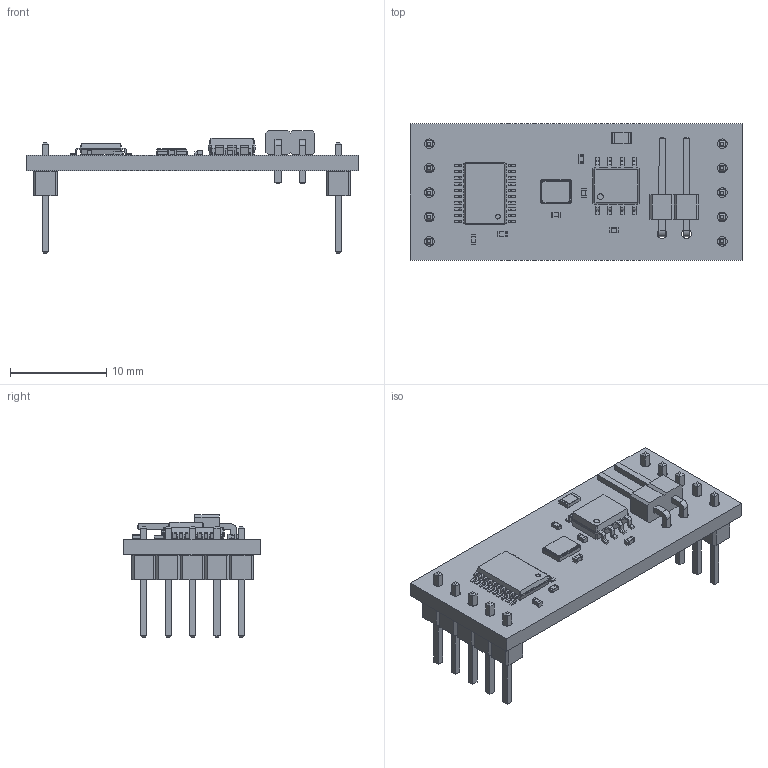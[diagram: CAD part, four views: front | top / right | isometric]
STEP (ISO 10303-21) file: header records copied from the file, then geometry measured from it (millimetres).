
FILE_DESCRIPTION(('KiCad electronic assembly'),'2;1');
FILE_NAME('CM251X.STEP','2023-12-15T09:46:06',('Pcbnew'),('Kicad'), 'Open CASCADE STEP processor 7.7','KiCad to STEP converter','Unknown' );
FILE_SCHEMA(('AUTOMOTIVE_DESIGN { 1 0 10303 214 1 1 1 1 }'));
Length unit declared in the file: millimetre
Products named in the file (18): CM251X 1; R_0805_2012Metric; SOLID; C_0402_1005Metric; Crystal_SMD_3225-4Pin_3.2x2.5mm; SOIC-8_3.9x4.9mm_P1.27mm; PinHeader_1x02_P2.54mm_Horizontal; R_0402_1005Metric; TSSOP-20_4.4x6.5mm_P0.65mm; PinHeader_1x05_P2.54mm_Vertical; Can-Module PCB
Assembly tree (22 placements, depth 3):
  CM251X 1
    R_0805_2012Metric
      SOLID
    C_0402_1005Metric  x4
      SOLID
    Crystal_SMD_3225-4Pin_3.2x2.5mm
      SOLID
    SOIC-8_3.9x4.9mm_P1.27mm
      SOLID
    PinHeader_1x02_P2.54mm_Horizontal
      SOLID
    R_0402_1005Metric  x2
      SOLID
    TSSOP-20_4.4x6.5mm_P0.65mm
      SOLID
    PinHeader_1x05_P2.54mm_Vertical  x2
      SOLID
    Can-Module PCB
Bounding box: 34.54 x 14.22 x 12.78 mm (x, y, z)
Volume: 1077.8 mm3; surface area: 2037 mm2
Topology: 14 solids, 14 shells, 1034 faces, 2642 edges, 1672 vertices
Faces by surface type: plane 746, cylinder 212, bspline 76
Full cylindrical faces by diameter (mm): 0.5 x1, 0.6 x1, 1 x12
Entity records: 57150 total; most frequent: CARTESIAN_POINT 10107, DIRECTION 7613, LINE 5280, VECTOR 5280, ORIENTED_EDGE 4124, PCURVE 4124, DEFINITIONAL_REPRESENTATION 4124, EDGE_CURVE 2062
